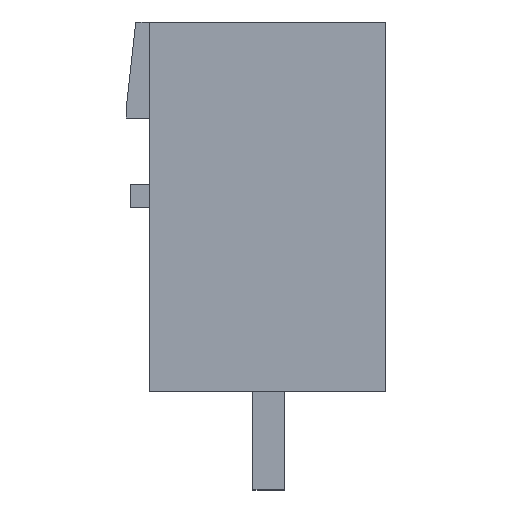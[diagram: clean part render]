
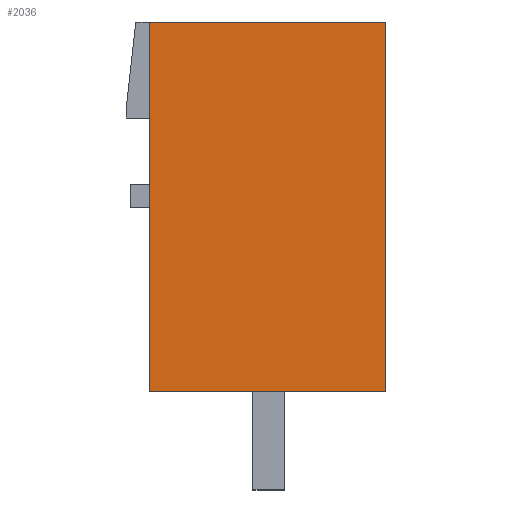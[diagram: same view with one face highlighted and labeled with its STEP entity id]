
A CAD part, left-side view. The second image highlights one B-rep face of the part: STEP entity #2036.
In plain terms, the highlighted planar face has unit normal (-1, 0, 0).
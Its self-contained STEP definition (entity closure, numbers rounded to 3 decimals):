
#2016=AXIS2_PLACEMENT_3D('Plane Axis2P3D',#2013,#2014,#2015) ;
#913=CARTESIAN_POINT('Vertex',(0.,0.,3.2)) ;
#916=CARTESIAN_POINT('Line Origine',(0.,3.84,3.2)) ;
#920=CARTESIAN_POINT('Vertex',(0.,7.68,3.2)) ;
#1357=CARTESIAN_POINT('Vertex',(0.,0.,15.2)) ;
#1360=CARTESIAN_POINT('Line Origine',(0.,0.,9.2)) ;
#2013=CARTESIAN_POINT('Axis2P3D Location',(0.,-1.5,3.2)) ;
#2018=CARTESIAN_POINT('Line Origine',(0.,7.68,9.2)) ;
#2022=CARTESIAN_POINT('Vertex',(0.,7.68,15.2)) ;
#2025=CARTESIAN_POINT('Line Origine',(0.,3.84,15.2)) ;
#917=DIRECTION('Vector Direction',(0.,-1.,0.)) ;
#1361=DIRECTION('Vector Direction',(0.,0.,-1.)) ;
#2014=DIRECTION('Axis2P3D Direction',(-1.,0.,0.)) ;
#2015=DIRECTION('Axis2P3D XDirection',(0.,0.,1.)) ;
#2019=DIRECTION('Vector Direction',(0.,0.,-1.)) ;
#2026=DIRECTION('Vector Direction',(0.,-1.,0.)) ;
#918=VECTOR('Line Direction',#917,1.) ;
#1362=VECTOR('Line Direction',#1361,1.) ;
#2020=VECTOR('Line Direction',#2019,1.) ;
#2027=VECTOR('Line Direction',#2026,1.) ;
#2031=ORIENTED_EDGE('',*,*,#2024,.T.) ;
#2032=ORIENTED_EDGE('',*,*,#922,.T.) ;
#2033=ORIENTED_EDGE('',*,*,#1364,.T.) ;
#2034=ORIENTED_EDGE('',*,*,#2029,.T.) ;
#2036=ADVANCED_FACE('HOUSING',(#2035),#2017,.T.) ;
#922=EDGE_CURVE('',#921,#914,#919,.T.) ;
#1364=EDGE_CURVE('',#914,#1358,#1363,.F.) ;
#2024=EDGE_CURVE('',#2023,#921,#2021,.T.) ;
#2029=EDGE_CURVE('',#1358,#2023,#2028,.F.) ;
#2030=EDGE_LOOP('',(#2031,#2032,#2033,#2034)) ;
#2035=FACE_OUTER_BOUND('',#2030,.T.) ;
#919=LINE('Line',#916,#918) ;
#1363=LINE('Line',#1360,#1362) ;
#2021=LINE('Line',#2018,#2020) ;
#2028=LINE('Line',#2025,#2027) ;
#2017=PLANE('',#2016) ;
#914=VERTEX_POINT('',#913) ;
#921=VERTEX_POINT('',#920) ;
#1358=VERTEX_POINT('',#1357) ;
#2023=VERTEX_POINT('',#2022) ;
